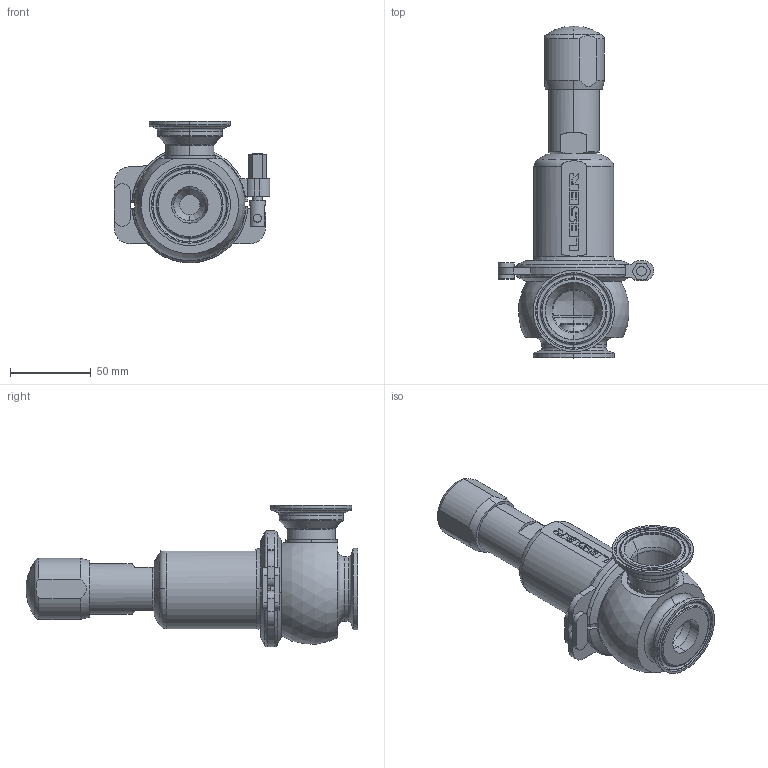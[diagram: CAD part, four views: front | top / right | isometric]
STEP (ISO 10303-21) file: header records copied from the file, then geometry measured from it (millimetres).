
FILE_DESCRIPTION((''),'2;1');
FILE_NAME('10000512440_G3D_000_ASM','2020-06-17T15:55:23',('Stumpenhagen'),(''),'CREO PARAMETRIC BY PTC INC, 2019030','CREO PARAMETRIC BY PTC INC, 2019030','');
FILE_SCHEMA(('CONFIG_CONTROL_DESIGN'));
Length unit declared in the file: millimetre
Products named in the file (11): 10000512441_G3D_000; 10000497181_G3D_000; 10000461941_G3D_000; 10000461942_G3D_000; 10000461943_G3D_000; 10000461944_G3D_000; 10000461945_G3D_000; 10000461940_G3D_000_ASM; 10000490706_G3D_000; 10000512442_G3D_000; 10000512440_G3D_000_ASM
Assembly tree (11 placements, depth 3):
  10000512440_G3D_000_ASM
    10000512441_G3D_000
    10000497181_G3D_000
    10000461940_G3D_000_ASM
      10000461941_G3D_000
      10000461942_G3D_000
      10000461943_G3D_000  x2
      10000461944_G3D_000
      10000461945_G3D_000
    10000490706_G3D_000
    10000512442_G3D_000
Bounding box: 96.65 x 206 x 88 mm (x, y, z)
Volume: 236130.4 mm3; surface area: 82686.9 mm2
Topology: 10 solids, 10 shells, 342 faces, 801 edges, 502 vertices
Faces by surface type: plane 136, cylinder 103, torus 52, cone 44, bspline 4, sphere 3
Entity records: 10232 total; most frequent: CARTESIAN_POINT 2220, DIRECTION 1753, ORIENTED_EDGE 1550, EDGE_CURVE 775, AXIS2_PLACEMENT_3D 696, VERTEX_POINT 486, EDGE_LOOP 373, VECTOR 361
